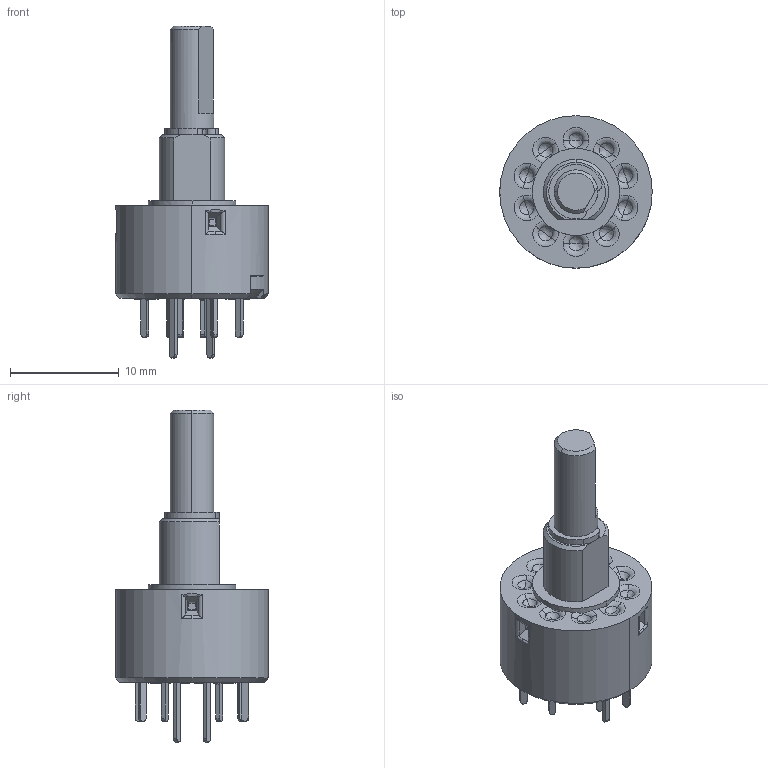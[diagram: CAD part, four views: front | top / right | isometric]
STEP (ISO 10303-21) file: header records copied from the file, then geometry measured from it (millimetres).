
FILE_DESCRIPTION (( 'STEP AP214' ), '1' );
FILE_NAME ('3ﾏ2ﾍ 33.step', '2024-10-16T03:51:59', ( '' ), ( '' ), 'SwSTEP 2.0', 'SolidWorks 2018', '' );
FILE_SCHEMA (( 'AUTOMOTIVE_DESIGN' ));
Length unit declared in the file: millimetre
Products named in the file (1): 3ﾏ2ﾍ 33
Bounding box: 14 x 14 x 30.48 mm (x, y, z)
Surface area: 1256.6 mm2 (no closed solid volume)
Topology: 0 solids, 17 shells, 279 faces, 942 edges, 652 vertices
Faces by surface type: plane 126, cylinder 76, torus 34, bspline 26, cone 17
Entity records: 14611 total; most frequent: CARTESIAN_POINT 3824, ORIENTED_EDGE 1551, DIRECTION 1541, EDGE_CURVE 922, VERTEX_POINT 652, AXIS2_PLACEMENT_3D 526, LINE 489, VECTOR 489
